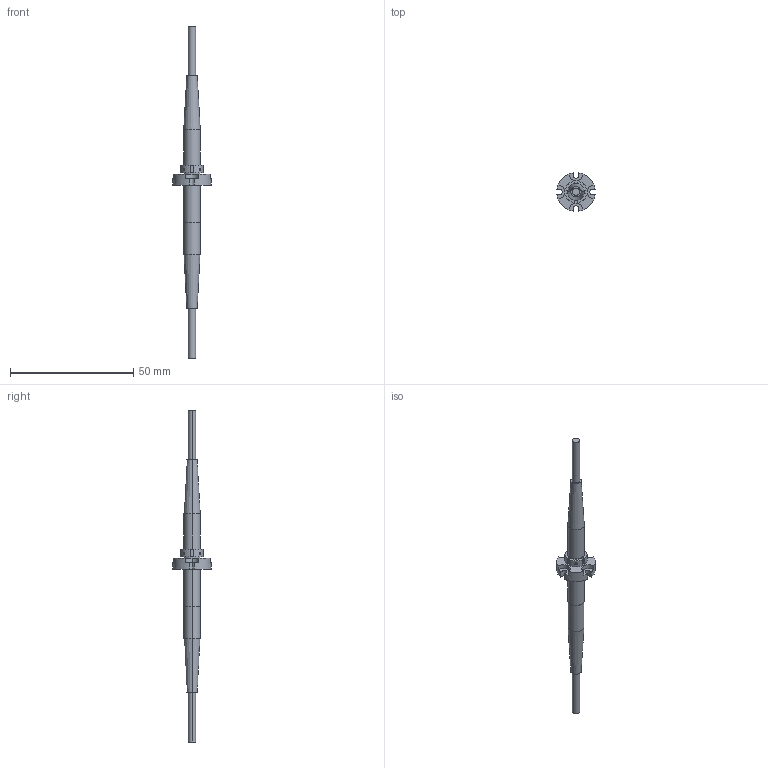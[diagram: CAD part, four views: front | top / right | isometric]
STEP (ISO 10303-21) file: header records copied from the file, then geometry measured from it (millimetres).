
FILE_DESCRIPTION (( 'STEP AP214' ), '1' );
FILE_NAME ('RFO100A.STEP', '2020-07-20T03:57:43', ( 'admin321' ), ( '' ), 'SwSTEP 2.0', 'SolidWorks 2014', '' );
FILE_SCHEMA (( 'AUTOMOTIVE_DESIGN' ));
Length unit declared in the file: millimetre
Products named in the file (1): RFO100A
Bounding box: 15.48 x 15.48 x 134.5 mm (x, y, z)
Volume: 3687 mm3; surface area: 2786.4 mm2
Topology: 1 solids, 1 shells, 89 faces, 220 edges, 135 vertices
Faces by surface type: cylinder 43, plane 32, cone 14
Entity records: 2767 total; most frequent: CARTESIAN_POINT 509, DIRECTION 479, ORIENTED_EDGE 424, EDGE_CURVE 212, AXIS2_PLACEMENT_3D 185, VERTEX_POINT 135, LINE 109, VECTOR 109
